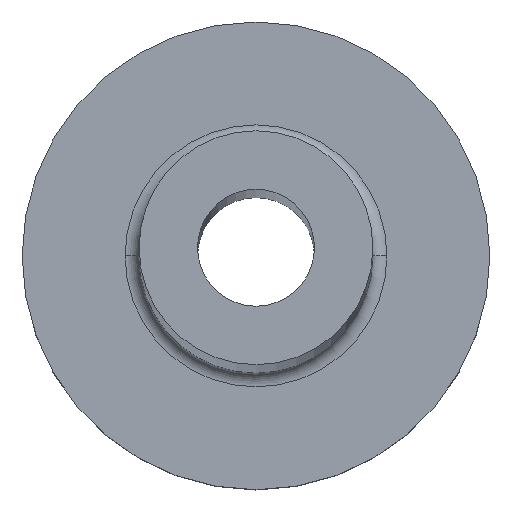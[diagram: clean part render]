
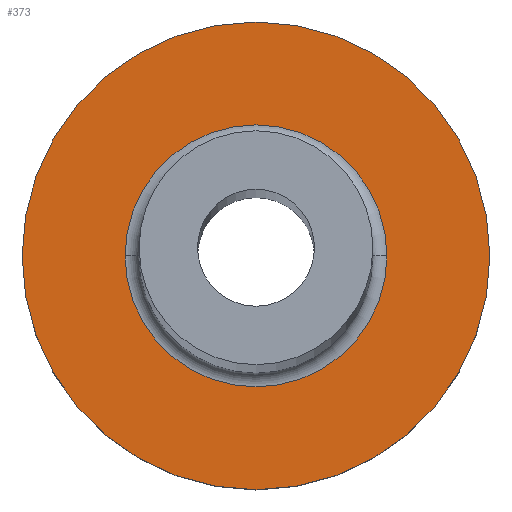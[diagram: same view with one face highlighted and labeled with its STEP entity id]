
A CAD part, top view. The second image highlights one B-rep face of the part: STEP entity #373.
In plain terms, the highlighted planar face has unit normal (0, 0, 1).
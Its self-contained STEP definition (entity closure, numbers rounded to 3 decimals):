
#1 = CARTESIAN_POINT ( 'NONE',  ( 2.8, 0., 3. ) ) ;
#2 = VERTEX_POINT ( 'NONE', #108 ) ;
#4 = EDGE_LOOP ( 'NONE', ( #215, #244 ) ) ;
#7 = VERTEX_POINT ( 'NONE', #339 ) ;
#20 = EDGE_CURVE ( 'NONE', #7, #2, #270, .T. ) ;
#22 = DIRECTION ( 'NONE',  ( 1., 0., 0. ) ) ;
#52 = ORIENTED_EDGE ( 'NONE', *, *, #315, .T. ) ;
#54 = CIRCLE ( 'NONE', #224, 2.8 ) ;
#69 = CARTESIAN_POINT ( 'NONE',  ( 0., 0., 3. ) ) ;
#78 = CARTESIAN_POINT ( 'NONE',  ( 0., 0., 3. ) ) ;
#81 = FACE_BOUND ( 'NONE', #94, .T. ) ;
#89 = DIRECTION ( 'NONE',  ( 0., 0., -1. ) ) ;
#94 = EDGE_LOOP ( 'NONE', ( #52, #246 ) ) ;
#107 = VERTEX_POINT ( 'NONE', #1 ) ;
#108 = CARTESIAN_POINT ( 'NONE',  ( 5., 0., 3. ) ) ;
#109 = AXIS2_PLACEMENT_3D ( 'NONE', #349, #344, #376 ) ;
#110 = EDGE_CURVE ( 'NONE', #207, #107, #54, .T. ) ;
#127 = AXIS2_PLACEMENT_3D ( 'NONE', #69, #239, #216 ) ;
#159 = CARTESIAN_POINT ( 'NONE',  ( -2.8, 0., 3. ) ) ;
#193 = EDGE_CURVE ( 'NONE', #2, #7, #237, .T. ) ;
#196 = AXIS2_PLACEMENT_3D ( 'NONE', #78, #332, #22 ) ;
#207 = VERTEX_POINT ( 'NONE', #159 ) ;
#215 = ORIENTED_EDGE ( 'NONE', *, *, #20, .T. ) ;
#216 = DIRECTION ( 'NONE',  ( 1., 0., 0. ) ) ;
#218 = PLANE ( 'NONE',  #196 ) ;
#223 = CARTESIAN_POINT ( 'NONE',  ( 0., 0., 3. ) ) ;
#224 = AXIS2_PLACEMENT_3D ( 'NONE', #340, #89, #379 ) ;
#237 = CIRCLE ( 'NONE', #127, 5. ) ;
#239 = DIRECTION ( 'NONE',  ( 0., 0., 1. ) ) ;
#244 = ORIENTED_EDGE ( 'NONE', *, *, #193, .T. ) ;
#246 = ORIENTED_EDGE ( 'NONE', *, *, #110, .T. ) ;
#270 = CIRCLE ( 'NONE', #109, 5. ) ;
#303 = AXIS2_PLACEMENT_3D ( 'NONE', #223, #304, #365 ) ;
#304 = DIRECTION ( 'NONE',  ( 0., 0., -1. ) ) ;
#315 = EDGE_CURVE ( 'NONE', #107, #207, #374, .T. ) ;
#332 = DIRECTION ( 'NONE',  ( 0., 0., 1. ) ) ;
#339 = CARTESIAN_POINT ( 'NONE',  ( -5., 0., 3. ) ) ;
#340 = CARTESIAN_POINT ( 'NONE',  ( 0., 0., 3. ) ) ;
#344 = DIRECTION ( 'NONE',  ( 0., 0., 1. ) ) ;
#349 = CARTESIAN_POINT ( 'NONE',  ( 0., 0., 3. ) ) ;
#362 = FACE_OUTER_BOUND ( 'NONE', #4, .T. ) ;
#365 = DIRECTION ( 'NONE',  ( 1., 0., 0. ) ) ;
#373 = ADVANCED_FACE ( 'NONE', ( #81, #362 ), #218, .T. ) ;
#374 = CIRCLE ( 'NONE', #303, 2.8 ) ;
#376 = DIRECTION ( 'NONE',  ( 1., 0., 0. ) ) ;
#379 = DIRECTION ( 'NONE',  ( 1., 0., 0. ) ) ;
